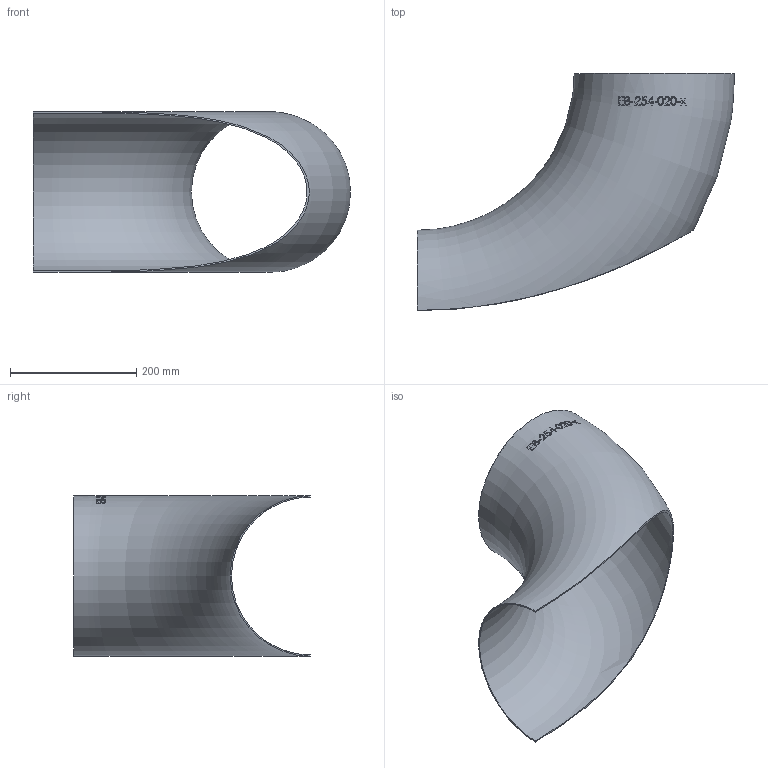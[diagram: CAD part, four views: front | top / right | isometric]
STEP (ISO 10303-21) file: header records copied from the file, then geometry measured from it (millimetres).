
FILE_DESCRIPTION (( 'STEP AP214' ), '1' );
FILE_NAME ('EB-254-020-x Einschweissbogen 1904.STEP', '2019-04-02T13:33:48', ( '' ), ( '' ), 'SwSTEP 2.0', 'SolidWorks 2016', '' );
FILE_SCHEMA (( 'AUTOMOTIVE_DESIGN' ));
Length unit declared in the file: millimetre
Products named in the file (1): EB-254-020-x Einschweissbogen 1904
Bounding box: 502 x 375 x 254.1 mm (x, y, z)
Volume: 632460.4 mm3; surface area: 634111.2 mm2
Topology: 1 solids, 1 shells, 145 faces, 381 edges, 254 vertices
Faces by surface type: plane 78, bspline 48, torus 19
Entity records: 10152 total; most frequent: CARTESIAN_POINT 5693, ORIENTED_EDGE 754, EDGE_CURVE 377, DIRECTION 329, VERTEX_POINT 252, B_SPLINE_CURVE_WITH_KNOTS 248, EDGE_LOOP 165, FACE_OUTER_BOUND 147
